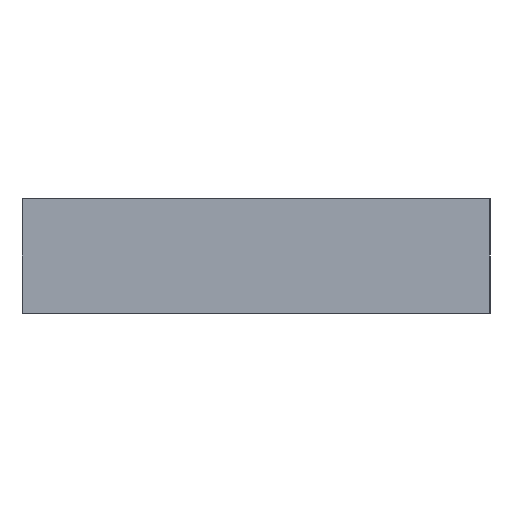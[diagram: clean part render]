
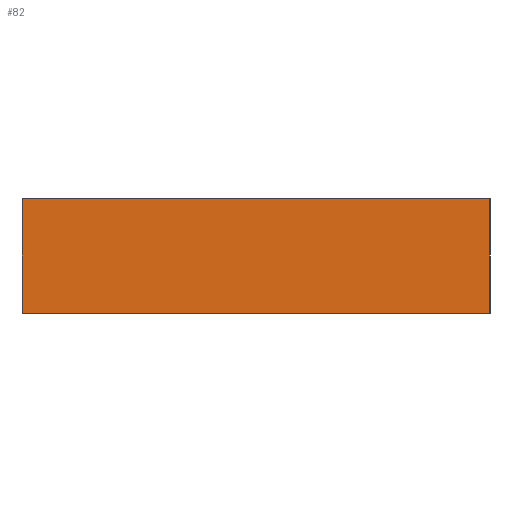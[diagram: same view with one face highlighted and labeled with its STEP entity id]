
A CAD part, left-side view. The second image highlights one B-rep face of the part: STEP entity #82.
In plain terms, the highlighted planar face has unit normal (-1, 0, 0).
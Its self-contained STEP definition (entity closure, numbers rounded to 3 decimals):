
#82=ADVANCED_FACE('',(#100),#101,.T.);
#100=FACE_OUTER_BOUND('',#120,.T.);
#101=PLANE('',#121);
#120=EDGE_LOOP('',(#175,#176,#177,#178));
#121=AXIS2_PLACEMENT_3D('',#179,#180,#181);
#175=ORIENTED_EDGE('',*,*,#226,.T.);
#176=ORIENTED_EDGE('',*,*,#207,.F.);
#177=ORIENTED_EDGE('',*,*,#227,.T.);
#178=ORIENTED_EDGE('',*,*,#224,.T.);
#179=CARTESIAN_POINT('',(-60.65,20.5,0.0));
#180=DIRECTION('',(-1.0,0.0,0.0));
#181=DIRECTION('',(0.0,-1.0,0.0));
#207=EDGE_CURVE('',#233,#228,#235,.T.);
#224=EDGE_CURVE('',#263,#261,#264,.T.);
#226=EDGE_CURVE('',#261,#228,#266,.T.);
#227=EDGE_CURVE('',#233,#263,#267,.T.);
#228=VERTEX_POINT('',#268);
#233=VERTEX_POINT('',#275);
#235=LINE('',#278,#279);
#261=VERTEX_POINT('',#320);
#263=VERTEX_POINT('',#323);
#264=LINE('',#324,#325);
#266=LINE('',#328,#329);
#267=LINE('',#330,#331);
#268=CARTESIAN_POINT('',(-60.65,41.0,10.0));
#275=CARTESIAN_POINT('',(-60.65,41.0,0.0));
#278=CARTESIAN_POINT('',(-60.65,41.0,0.0));
#279=VECTOR('',#335,1.0);
#320=CARTESIAN_POINT('',(-60.65,0.,10.0));
#323=CARTESIAN_POINT('',(-60.65,0.,0.0));
#324=CARTESIAN_POINT('',(-60.65,0.,0.0));
#325=VECTOR('',#352,1.0);
#328=CARTESIAN_POINT('',(-60.65,41.0,10.0));
#329=VECTOR('',#354,1.0);
#330=CARTESIAN_POINT('',(-60.65,41.0,0.0));
#331=VECTOR('',#355,1.0);
#335=DIRECTION('',(0.0,0.0,1.0));
#352=DIRECTION('',(0.0,0.0,1.0));
#354=DIRECTION('',(0.0,1.0,0.0));
#355=DIRECTION('',(0.0,-1.0,0.0));
